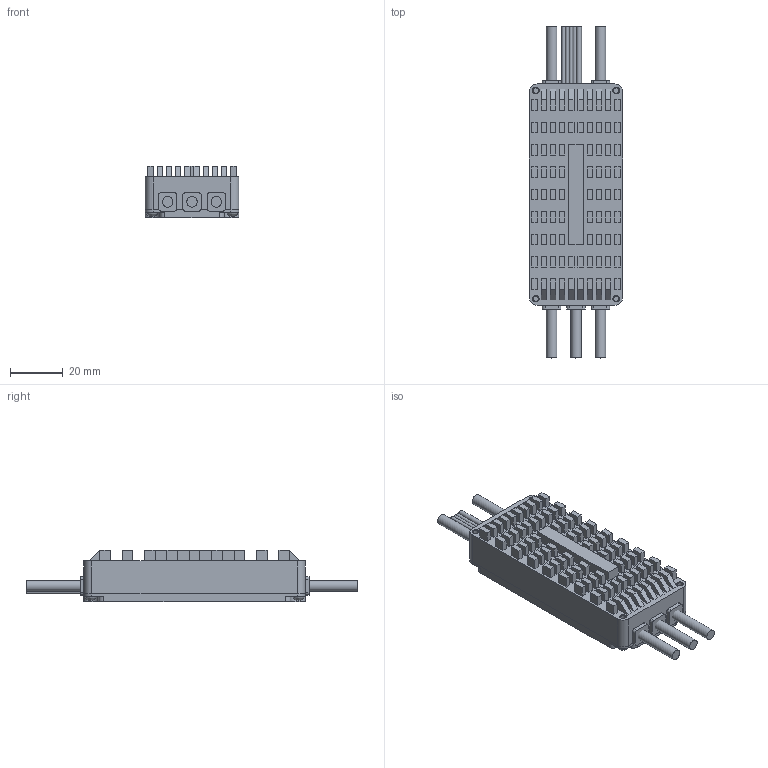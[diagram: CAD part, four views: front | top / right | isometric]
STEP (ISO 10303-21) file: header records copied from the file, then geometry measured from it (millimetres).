
FILE_DESCRIPTION(/* description */ (''),/* implementation_level */ '2;1');
FILE_NAME(/* name */ 'T-Motor Flame 80A HV 6-12S v2.stp',/* time_stamp */ '2023-07-15T10:22:01+07:00',/* author */ (''),/* organization */ (''),/* preprocessor_version */ 'ST-DEVELOPER v11',/* originating_system */ 'SIEMENS PLM Software NX 7.5',/* authorisation */ '');
FILE_SCHEMA (('AUTOMOTIVE_DESIGN { 1 0 10303 214 1 1 1 1 }'));
Length unit declared in the file: millimetre
Products named in the file (1): AlexCE8Atiko
Bounding box: 35.5 x 126 x 19.5 mm (x, y, z)
Volume: 51444.6 mm3; surface area: 23251.1 mm2
Topology: 21 solids, 21 shells, 605 faces, 1414 edges, 936 vertices
Faces by surface type: plane 515, cylinder 70, cone 12, bspline 4, torus 4
Full cylindrical faces by diameter (mm): 1.3 x4, 2 x9, 2.05 x4, 2.5 x4, 4 x5, 4.3 x4
Entity records: 16999 total; most frequent: CARTESIAN_POINT 3094, ORIENTED_EDGE 2712, DIRECTION 2688, EDGE_CURVE 1356, LINE 1180, VECTOR 1180, VERTEX_POINT 928, EDGE_LOOP 756
